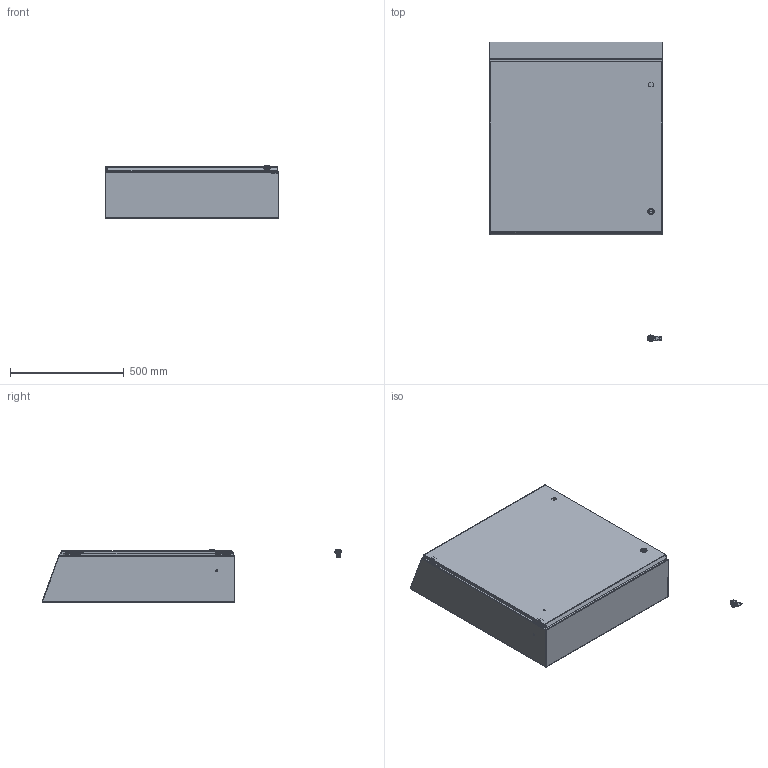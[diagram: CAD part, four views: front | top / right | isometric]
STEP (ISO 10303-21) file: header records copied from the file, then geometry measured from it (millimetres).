
FILE_DESCRIPTION((''),'2;1');
FILE_NAME('N412303008CST.stp','2013-03-26T19:42:25',('ypadmaraja'),(''),'Autodesk Inventor 2012','Autodesk Inventor 2012','');
FILE_SCHEMA(('AUTOMOTIVE_DESIGN { 1 0 10303 214 1 1 1 1 }'));
Length unit declared in the file: inch
Products named in the file (22): N412_CST-assm; N412303008CSTB3S; HFW3161; HFW328176; 17376 PIN; 17380 SCREW; 17723 BOX LEAF; 17723-UTI BRACKET; 17910 SEALING WASHER; HFW328175; 388150; N4123008CSTTOP; 38846; N4123030CSTLID; 35124; 1000-u155_asm; 1000-14_prt; 1000-24_prt; 1000-u142_asm; 1000-318; 1000-03; 1000-277-01
Assembly tree (32 placements, depth 4):
  N412_CST-assm
    N412303008CSTB3S
    HFW3161  x2
    HFW328176  x2
      17376 PIN
      17380 SCREW
      17723 BOX LEAF
      17723-UTI BRACKET
      17910 SEALING WASHER
    HFW328175  x2
    388150  x4
    N4123008CSTTOP
    38846  x2
    N4123030CSTLID
    35124  x2
      1000-u155_asm
      1000-14_prt
      1000-24_prt
      1000-u142_asm
        1000-318
        1000-03
        1000-277-01
    17376 PIN
Bounding box: 762 x 1320.87 x 229.72 mm (x, y, z)
Volume: 3823048.3 mm3; surface area: 4104408.5 mm2
Topology: 40 solids, 48 shells, 1934 faces, 4711 edges, 2885 vertices
Faces by surface type: plane 775, cylinder 694, cone 209, bspline 188, torus 60, sphere 8
Full cylindrical faces by diameter (mm): 2.362 x4, 3.175 x3, 3.317 x68, 3.861 x4, 3.962 x3, 4.166 x68, 4.25 x4, 4.366 x4, 4.572 x6, 4.763 x4, 5 x2, 6 x2, 6.35 x10, 6.502 x4, 6.985 x4, 7.62 x4, 8.128 x4, 8.56 x2, 9.144 x4, 9.9 x2, 10 x4, 10.2 x2, 11.05 x2, 11.113 x4, 12.8 x2, 13.5 x2, 14.3 x4, 15.2 x2, 15.8 x2, 16.1 x4
Entity records: 37027 total; most frequent: CARTESIAN_POINT 14060, DIRECTION 4403, ORIENTED_EDGE 4372, EDGE_CURVE 2187, AXIS2_PLACEMENT_3D 1594, VERTEX_POINT 1410, VECTOR 1215, LINE 1215
